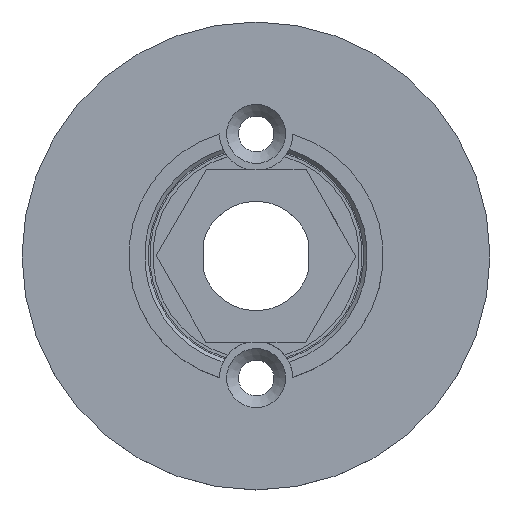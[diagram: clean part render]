
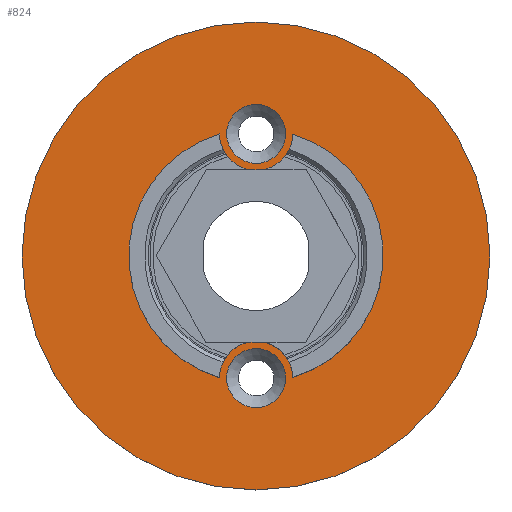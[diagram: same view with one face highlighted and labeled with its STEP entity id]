
A CAD part, top view. The second image highlights one B-rep face of the part: STEP entity #824.
In plain terms, the highlighted planar face has unit normal (0, 0, 1).
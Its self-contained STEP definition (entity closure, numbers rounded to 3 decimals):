
#42=FACE_BOUND('',#118,.T.);
#43=FACE_BOUND('',#119,.T.);
#44=FACE_BOUND('',#120,.T.);
#49=PLANE('',#886);
#71=FACE_OUTER_BOUND('',#117,.T.);
#117=EDGE_LOOP('',(#565));
#118=EDGE_LOOP('',(#566));
#119=EDGE_LOOP('',(#567,#568,#569,#570,#571,#572,#573,#574));
#120=EDGE_LOOP('',(#575));
#170=LINE('',#1281,#229);
#171=LINE('',#1289,#230);
#229=VECTOR('',#1007,10.);
#230=VECTOR('',#1014,10.);
#288=CIRCLE('',#885,2.9);
#289=CIRCLE('',#887,23.);
#290=CIRCLE('',#888,2.9);
#291=CIRCLE('',#889,3.6);
#292=CIRCLE('',#890,3.6);
#293=CIRCLE('',#891,12.5);
#294=CIRCLE('',#892,3.6);
#295=CIRCLE('',#893,3.6);
#296=CIRCLE('',#894,12.5);
#349=VERTEX_POINT('',#1269);
#350=VERTEX_POINT('',#1273);
#351=VERTEX_POINT('',#1275);
#352=VERTEX_POINT('',#1277);
#353=VERTEX_POINT('',#1278);
#354=VERTEX_POINT('',#1280);
#355=VERTEX_POINT('',#1282);
#356=VERTEX_POINT('',#1284);
#357=VERTEX_POINT('',#1286);
#358=VERTEX_POINT('',#1288);
#359=VERTEX_POINT('',#1290);
#435=EDGE_CURVE('',#349,#349,#288,.T.);
#436=EDGE_CURVE('',#350,#350,#289,.T.);
#437=EDGE_CURVE('',#351,#351,#290,.T.);
#438=EDGE_CURVE('',#352,#353,#291,.T.);
#439=EDGE_CURVE('',#354,#353,#170,.T.);
#440=EDGE_CURVE('',#354,#355,#292,.T.);
#441=EDGE_CURVE('',#355,#356,#293,.T.);
#442=EDGE_CURVE('',#356,#357,#294,.T.);
#443=EDGE_CURVE('',#358,#357,#171,.T.);
#444=EDGE_CURVE('',#358,#359,#295,.T.);
#445=EDGE_CURVE('',#359,#352,#296,.T.);
#565=ORIENTED_EDGE('',*,*,#436,.T.);
#566=ORIENTED_EDGE('',*,*,#437,.F.);
#567=ORIENTED_EDGE('',*,*,#438,.T.);
#568=ORIENTED_EDGE('',*,*,#439,.F.);
#569=ORIENTED_EDGE('',*,*,#440,.T.);
#570=ORIENTED_EDGE('',*,*,#441,.T.);
#571=ORIENTED_EDGE('',*,*,#442,.T.);
#572=ORIENTED_EDGE('',*,*,#443,.F.);
#573=ORIENTED_EDGE('',*,*,#444,.T.);
#574=ORIENTED_EDGE('',*,*,#445,.T.);
#575=ORIENTED_EDGE('',*,*,#435,.F.);
#824=ADVANCED_FACE('',(#71,#42,#43,#44),#49,.T.);
#885=AXIS2_PLACEMENT_3D('',#1271,#997,#998);
#886=AXIS2_PLACEMENT_3D('',#1272,#999,#1000);
#887=AXIS2_PLACEMENT_3D('',#1274,#1001,#1002);
#888=AXIS2_PLACEMENT_3D('',#1276,#1003,#1004);
#889=AXIS2_PLACEMENT_3D('',#1279,#1005,#1006);
#890=AXIS2_PLACEMENT_3D('',#1283,#1008,#1009);
#891=AXIS2_PLACEMENT_3D('',#1285,#1010,#1011);
#892=AXIS2_PLACEMENT_3D('',#1287,#1012,#1013);
#893=AXIS2_PLACEMENT_3D('',#1291,#1015,#1016);
#894=AXIS2_PLACEMENT_3D('',#1292,#1017,#1018);
#997=DIRECTION('center_axis',(0.,0.,1.));
#998=DIRECTION('ref_axis',(-1.,0.,0.));
#999=DIRECTION('center_axis',(0.,0.,1.));
#1000=DIRECTION('ref_axis',(1.,0.,0.));
#1001=DIRECTION('center_axis',(0.,0.,1.));
#1002=DIRECTION('ref_axis',(1.,0.,0.));
#1003=DIRECTION('center_axis',(0.,0.,1.));
#1004=DIRECTION('ref_axis',(1.,0.,0.));
#1005=DIRECTION('center_axis',(0.,0.,1.));
#1006=DIRECTION('ref_axis',(-1.,0.,0.));
#1007=DIRECTION('',(-1.,0.004,0.));
#1008=DIRECTION('center_axis',(0.,0.,1.));
#1009=DIRECTION('ref_axis',(-1.,0.,0.));
#1010=DIRECTION('center_axis',(0.,0.,-1.));
#1011=DIRECTION('ref_axis',(1.,0.,0.));
#1012=DIRECTION('center_axis',(0.,0.,1.));
#1013=DIRECTION('ref_axis',(-1.,0.,0.));
#1014=DIRECTION('',(1.,-0.004,0.));
#1015=DIRECTION('center_axis',(0.,0.,1.));
#1016=DIRECTION('ref_axis',(-1.,0.,0.));
#1017=DIRECTION('center_axis',(0.,0.,-1.));
#1018=DIRECTION('ref_axis',(1.,0.,0.));
#1269=CARTESIAN_POINT('',(2.913,-12.002,2.));
#1271=CARTESIAN_POINT('Origin',(0.013,-12.002,2.));
#1272=CARTESIAN_POINT('Origin',(0.,0.,2.));
#1273=CARTESIAN_POINT('',(-23.,0.,2.));
#1274=CARTESIAN_POINT('Origin',(0.,0.,2.));
#1275=CARTESIAN_POINT('',(-2.887,12.003,2.));
#1276=CARTESIAN_POINT('Origin',(0.013,12.003,2.));
#1277=CARTESIAN_POINT('',(-3.587,11.974,2.));
#1278=CARTESIAN_POINT('',(-0.829,8.503,2.));
#1279=CARTESIAN_POINT('Origin',(0.013,12.003,2.));
#1280=CARTESIAN_POINT('',(0.831,8.497,2.));
#1281=CARTESIAN_POINT('',(-2.438,8.509,2.));
#1282=CARTESIAN_POINT('',(3.613,11.966,2.));
#1283=CARTESIAN_POINT('Origin',(0.013,12.003,2.));
#1284=CARTESIAN_POINT('',(3.613,-11.966,2.));
#1285=CARTESIAN_POINT('Origin',(0.,0.,2.));
#1286=CARTESIAN_POINT('',(0.859,-8.503,2.));
#1287=CARTESIAN_POINT('Origin',(0.013,-12.002,2.));
#1288=CARTESIAN_POINT('',(-0.809,-8.497,2.));
#1289=CARTESIAN_POINT('',(2.451,-8.509,2.));
#1290=CARTESIAN_POINT('',(-3.587,-11.974,2.));
#1291=CARTESIAN_POINT('Origin',(0.013,-12.002,2.));
#1292=CARTESIAN_POINT('Origin',(0.,0.,2.));
